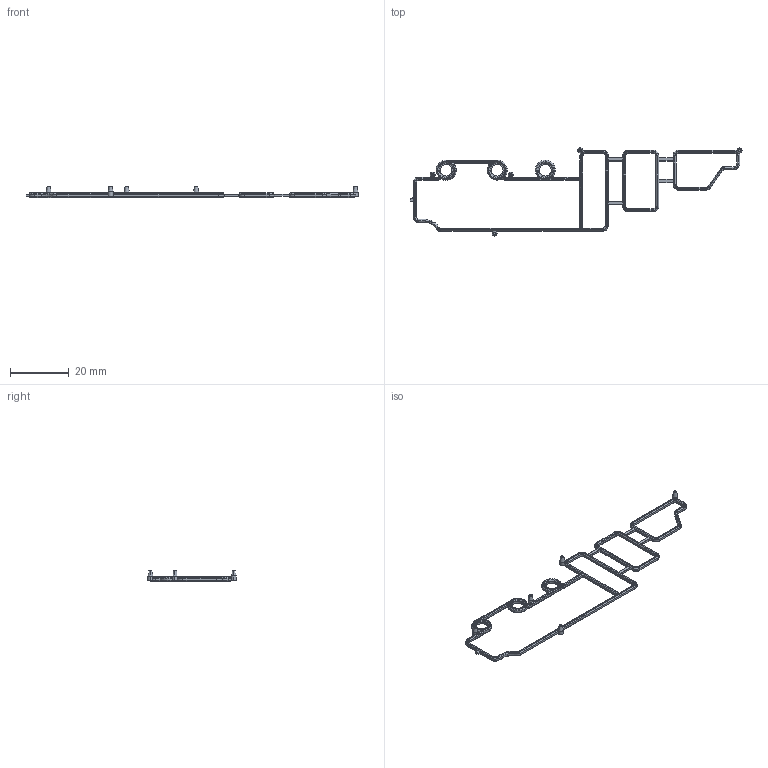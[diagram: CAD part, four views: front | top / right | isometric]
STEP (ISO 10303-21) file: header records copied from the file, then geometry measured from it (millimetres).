
FILE_DESCRIPTION (( 'STEP AP203' ), '1' );
FILE_NAME ('PAL-ACC14.step', '2020-10-29T13:45:08', ( '' ), ( '' ), 'SwSTEP 2.0', 'SolidWorks 2019', '' );
FILE_SCHEMA (( 'CONFIG_CONTROL_DESIGN' ));
Length unit declared in the file: millimetre
Products named in the file (1): PAL-ACC14
Bounding box: 113.1 x 30.05 x 3.8 mm (x, y, z)
Volume: 570.7 mm3; surface area: 1774.3 mm2
Topology: 1 solids, 1 shells, 635 faces, 1439 edges, 800 vertices
Faces by surface type: plane 184, cylinder 177, torus 136, cone 130, bspline 8
Entity records: 17683 total; most frequent: CARTESIAN_POINT 3284, DIRECTION 3281, ORIENTED_EDGE 2862, EDGE_CURVE 1431, AXIS2_PLACEMENT_3D 1297, VERTEX_POINT 800, LINE 687, VECTOR 687
